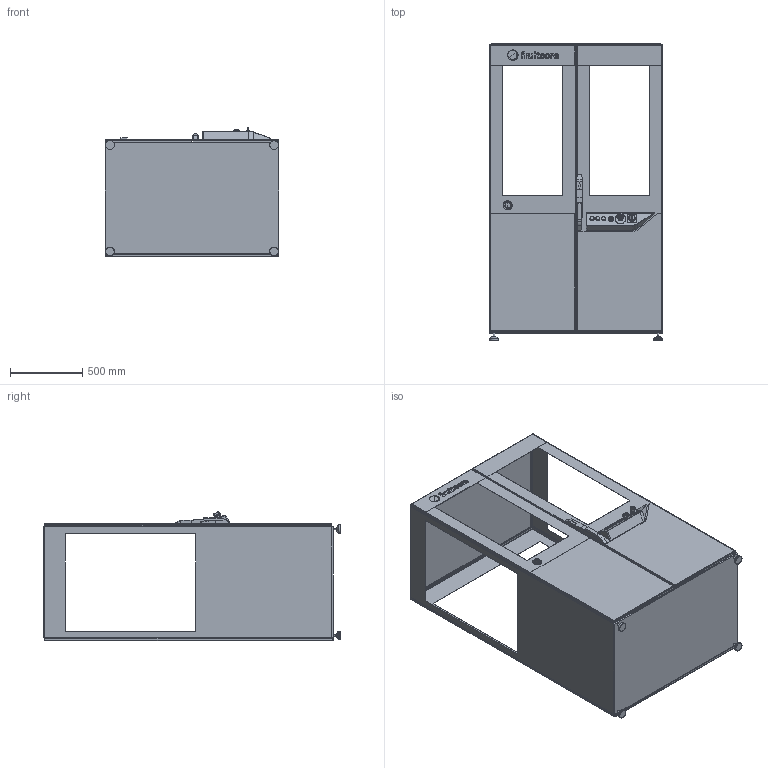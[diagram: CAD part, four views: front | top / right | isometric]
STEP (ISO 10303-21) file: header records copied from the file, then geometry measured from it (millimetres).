
FILE_DESCRIPTION (( 'STEP AP214' ), '1' );
FILE_NAME ('horstCUBE_Variante_1.STEP', '2023-09-28T10:06:04', ( '' ), ( '' ), 'SwSTEP 2.0', 'SolidWorks 2019', '' );
FILE_SCHEMA (( 'AUTOMOTIVE_DESIGN' ));
Length unit declared in the file: millimetre
Products named in the file (1): horstCUBE_Variante_1
Bounding box: 1202 x 2052 x 893.64 mm (x, y, z)
Volume: 27450172.7 mm3; surface area: 18319638.9 mm2
Topology: 23 solids, 23 shells, 1538 faces, 4490 edges, 3025 vertices
Faces by surface type: plane 726, cylinder 561, bspline 223, cone 27, torus 1
Full cylindrical faces by diameter (mm): 9 x315, 11 x3, 12 x7, 14 x3, 15 x2, 15.2 x1, 18 x1, 18.2 x1, 23.3 x1, 29 x3, 30 x2, 40 x2, 45 x2, 58.5 x3, 60 x4, 74.8 x1
Entity records: 69828 total; most frequent: CARTESIAN_POINT 15073, ORIENTED_EDGE 7516, DIRECTION 7007, EDGE_CURVE 3758, VERTEX_POINT 2701, EDGE_LOOP 2639, AXIS2_PLACEMENT_3D 2442, LINE 2123
